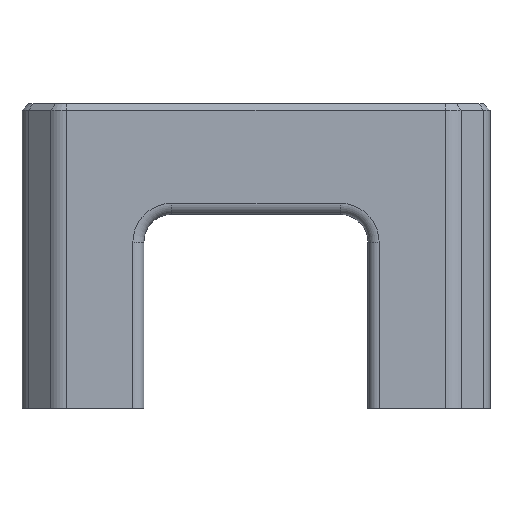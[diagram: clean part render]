
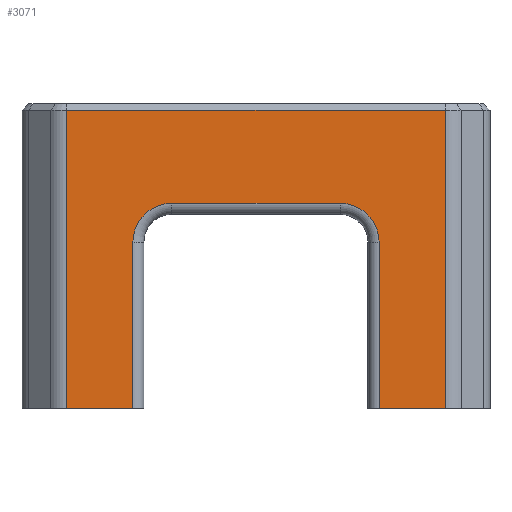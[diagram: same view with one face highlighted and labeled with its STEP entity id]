
A CAD part, left-side view. The second image highlights one B-rep face of the part: STEP entity #3071.
In plain terms, the highlighted planar face has unit normal (-1, 0, 0).
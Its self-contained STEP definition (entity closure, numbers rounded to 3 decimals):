
#146=PLANE('',#3361);
#275=FACE_OUTER_BOUND('',#464,.T.);
#464=EDGE_LOOP('',(#2651,#2652,#2653,#2654,#2655,#2656,#2657,#2658,#2659,
#2660));
#623=LINE('',#4699,#920);
#639=LINE('',#4774,#936);
#769=LINE('',#5143,#1066);
#779=LINE('',#5165,#1076);
#780=LINE('',#5167,#1077);
#781=LINE('',#5169,#1078);
#782=LINE('',#5173,#1079);
#783=LINE('',#5176,#1080);
#920=VECTOR('',#3680,10.);
#936=VECTOR('',#3744,10.);
#1066=VECTOR('',#4126,10.);
#1076=VECTOR('',#4152,10.);
#1077=VECTOR('',#4155,10.);
#1078=VECTOR('',#4156,10.);
#1079=VECTOR('',#4159,10.);
#1080=VECTOR('',#4162,10.);
#1220=CIRCLE('',#3362,3.5);
#1221=CIRCLE('',#3363,3.5);
#1371=VERTEX_POINT('',#4696);
#1372=VERTEX_POINT('',#4698);
#1406=VERTEX_POINT('',#4771);
#1407=VERTEX_POINT('',#4773);
#1502=VERTEX_POINT('',#5087);
#1514=VERTEX_POINT('',#5139);
#1519=VERTEX_POINT('',#5168);
#1520=VERTEX_POINT('',#5170);
#1521=VERTEX_POINT('',#5172);
#1522=VERTEX_POINT('',#5174);
#1681=EDGE_CURVE('',#1371,#1372,#623,.T.);
#1718=EDGE_CURVE('',#1406,#1407,#639,.T.);
#1899=EDGE_CURVE('',#1502,#1514,#769,.T.);
#1911=EDGE_CURVE('',#1514,#1406,#779,.T.);
#1912=EDGE_CURVE('',#1372,#1502,#780,.T.);
#1913=EDGE_CURVE('',#1519,#1371,#781,.T.);
#1914=EDGE_CURVE('',#1520,#1519,#1220,.T.);
#1915=EDGE_CURVE('',#1521,#1520,#782,.T.);
#1916=EDGE_CURVE('',#1522,#1521,#1221,.T.);
#1917=EDGE_CURVE('',#1407,#1522,#783,.T.);
#2651=ORIENTED_EDGE('',*,*,#1899,.F.);
#2652=ORIENTED_EDGE('',*,*,#1912,.F.);
#2653=ORIENTED_EDGE('',*,*,#1681,.F.);
#2654=ORIENTED_EDGE('',*,*,#1913,.F.);
#2655=ORIENTED_EDGE('',*,*,#1914,.F.);
#2656=ORIENTED_EDGE('',*,*,#1915,.F.);
#2657=ORIENTED_EDGE('',*,*,#1916,.F.);
#2658=ORIENTED_EDGE('',*,*,#1917,.F.);
#2659=ORIENTED_EDGE('',*,*,#1718,.F.);
#2660=ORIENTED_EDGE('',*,*,#1911,.F.);
#3071=ADVANCED_FACE('',(#275),#146,.T.);
#3361=AXIS2_PLACEMENT_3D('',#5166,#4153,#4154);
#3362=AXIS2_PLACEMENT_3D('',#5171,#4157,#4158);
#3363=AXIS2_PLACEMENT_3D('',#5175,#4160,#4161);
#3680=DIRECTION('',(0.,1.,0.));
#3744=DIRECTION('',(0.,1.,0.));
#4126=DIRECTION('',(0.,-1.,0.));
#4152=DIRECTION('',(0.,0.,-1.));
#4153=DIRECTION('center_axis',(-1.,0.,0.));
#4154=DIRECTION('ref_axis',(0.,-1.,0.));
#4155=DIRECTION('',(0.,0.,1.));
#4156=DIRECTION('',(0.,0.,-1.));
#4157=DIRECTION('center_axis',(-1.,0.,0.));
#4158=DIRECTION('ref_axis',(0.,0.707,0.707));
#4159=DIRECTION('',(0.,1.,0.));
#4160=DIRECTION('center_axis',(-1.,0.,0.));
#4161=DIRECTION('ref_axis',(0.,-0.707,0.707));
#4162=DIRECTION('',(0.,0.,1.));
#4696=CARTESIAN_POINT('',(2.405,37.999,-12.772));
#4698=CARTESIAN_POINT('',(2.405,43.971,-12.772));
#4699=CARTESIAN_POINT('',(2.405,31.944,-12.772));
#4771=CARTESIAN_POINT('',(2.405,9.806,-12.772));
#4773=CARTESIAN_POINT('',(2.405,15.778,-12.772));
#4774=CARTESIAN_POINT('',(2.405,17.933,-12.772));
#5087=CARTESIAN_POINT('',(2.405,43.971,14.128));
#5139=CARTESIAN_POINT('',(2.405,9.806,14.128));
#5143=CARTESIAN_POINT('',(2.405,35.844,14.128));
#5165=CARTESIAN_POINT('',(2.405,9.806,4.728));
#5166=CARTESIAN_POINT('Origin',(2.405,44.799,4.728));
#5167=CARTESIAN_POINT('',(2.405,43.971,4.728));
#5168=CARTESIAN_POINT('',(2.405,37.999,2.228));
#5169=CARTESIAN_POINT('',(2.405,37.999,4.728));
#5170=CARTESIAN_POINT('',(2.405,34.499,5.728));
#5171=CARTESIAN_POINT('Origin',(2.405,34.499,2.228));
#5172=CARTESIAN_POINT('',(2.405,19.278,5.728));
#5173=CARTESIAN_POINT('',(2.405,35.844,5.728));
#5174=CARTESIAN_POINT('',(2.405,15.778,2.228));
#5175=CARTESIAN_POINT('Origin',(2.405,19.278,2.228));
#5176=CARTESIAN_POINT('',(2.405,15.778,4.728));
